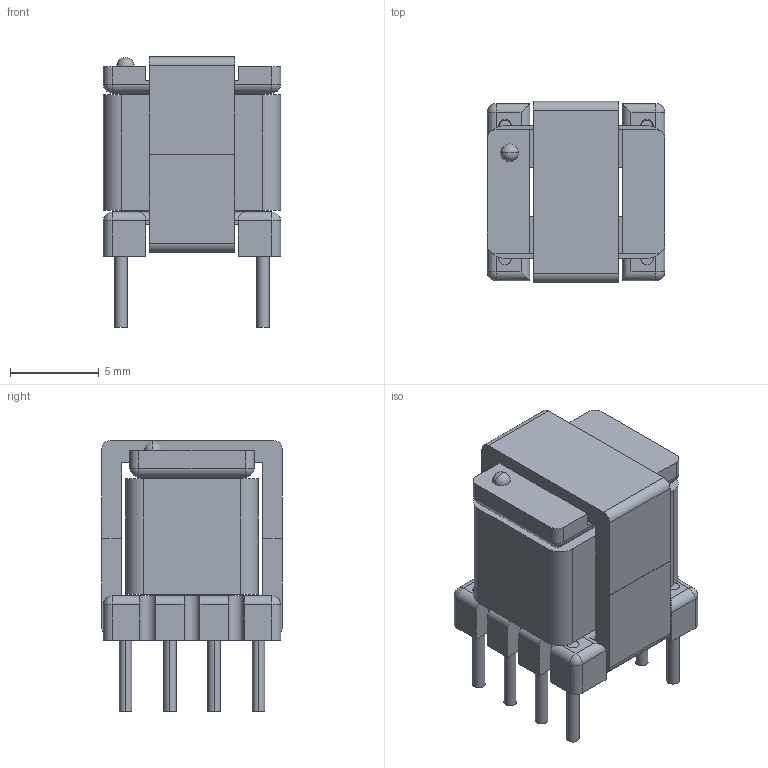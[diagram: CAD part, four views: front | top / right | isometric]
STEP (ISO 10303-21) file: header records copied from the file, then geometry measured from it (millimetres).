
FILE_DESCRIPTION (( 'STEP AP214' ), '1' );
FILE_NAME ('AFC4D337-E2E8-4BC1-8D47-29BBE9FA8DCA.STEP', '2023-08-27T09:06:30', ( '' ), ( '' ), 'SwSTEP 2.0', 'SolidWorks 2022', '' );
FILE_SCHEMA (( 'AUTOMOTIVE_DESIGN' ));
Length unit declared in the file: millimetre
Products named in the file (1): AFC4D337-E2E8-4BC1-8D47-29BBE9FA8DCA
Bounding box: 10 x 10.2 x 15.25 mm (x, y, z)
Volume: 874.8 mm3; surface area: 1858.1 mm2
Topology: 12 solids, 12 shells, 203 faces, 505 edges, 317 vertices
Faces by surface type: plane 102, cylinder 91, sphere 10
Entity records: 6600 total; most frequent: CARTESIAN_POINT 1062, DIRECTION 1039, ORIENTED_EDGE 988, EDGE_CURVE 494, AXIS2_PLACEMENT_3D 357, VECTOR 325, LINE 325, VERTEX_POINT 316
